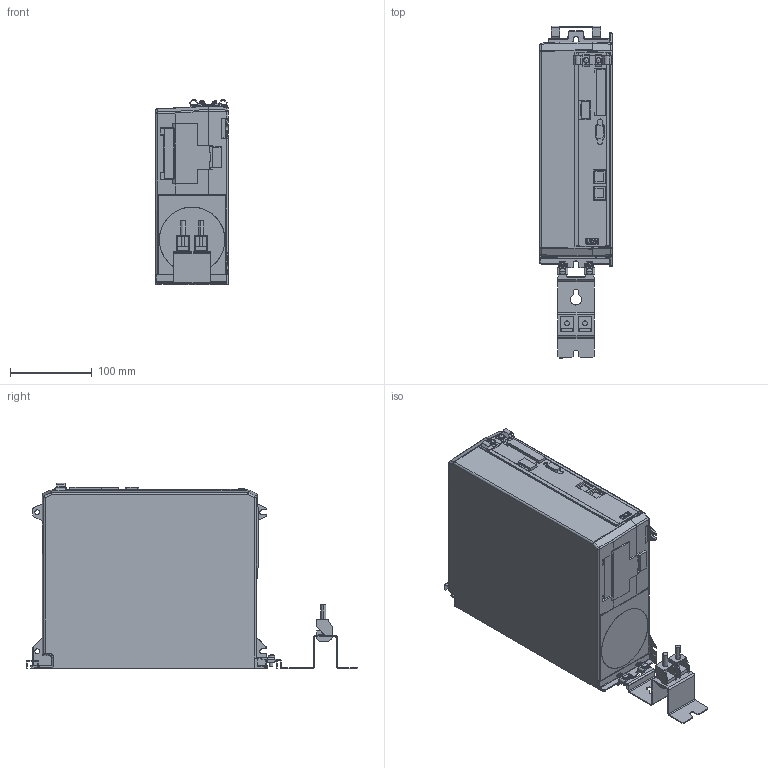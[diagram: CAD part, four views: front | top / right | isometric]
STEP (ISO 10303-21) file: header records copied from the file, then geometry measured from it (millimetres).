
FILE_DESCRIPTION (( 'STEP AP214' ), '1' );
FILE_NAME ('Baugruppe5.STEP', '2023-01-11T09:09:15', ( '' ), ( '' ), 'SwSTEP 2.0', 'SolidWorks 2022', '' );
FILE_SCHEMA (( 'AUTOMOTIVE_DESIGN' ));
Length unit declared in the file: millimetre
Products named in the file (3): Schirmbügel; S6-4T01-P050; Baugruppe5
Assembly tree (2 placements, depth 2):
  Baugruppe5
    S6-4T01-P050
    Schirmbügel
Bounding box: 89 x 406 x 226.59 mm (x, y, z)
Volume: 5068251.5 mm3; surface area: 239336.6 mm2
Topology: 3 solids, 6 shells, 1044 faces, 2778 edges, 1769 vertices
Faces by surface type: plane 598, cylinder 306, bspline 99, cone 31, sphere 10
Entity records: 45937 total; most frequent: CARTESIAN_POINT 11841, ORIENTED_EDGE 5528, DIRECTION 4853, EDGE_CURVE 2764, LINE 1865, VECTOR 1865, VERTEX_POINT 1765, AXIS2_PLACEMENT_3D 1494
